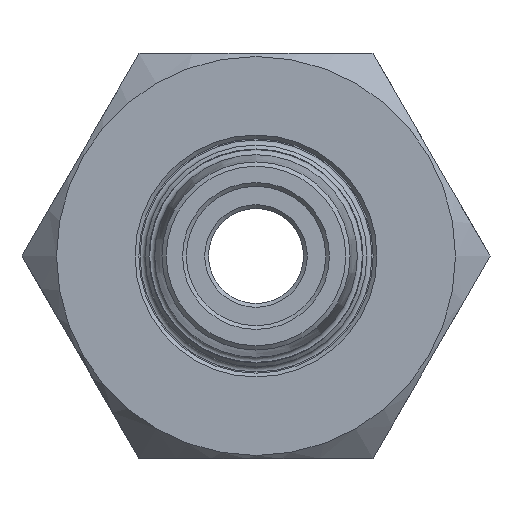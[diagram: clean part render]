
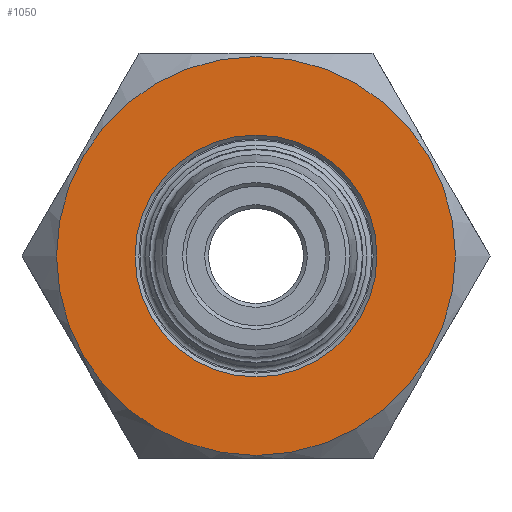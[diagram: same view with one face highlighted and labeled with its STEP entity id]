
A CAD part, left-side view. The second image highlights one B-rep face of the part: STEP entity #1050.
In plain terms, the highlighted planar face has unit normal (-1, 0, 0).
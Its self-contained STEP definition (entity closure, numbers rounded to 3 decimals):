
#50=FACE_BOUND('',#178,.T.);
#76=PLANE('',#1202);
#108=FACE_OUTER_BOUND('',#177,.T.);
#177=EDGE_LOOP('',(#755));
#178=EDGE_LOOP('',(#756));
#359=CIRCLE('',#1183,15.75);
#366=CIRCLE('',#1197,9.55);
#459=VERTEX_POINT('',#1775);
#465=VERTEX_POINT('',#1801);
#563=EDGE_CURVE('',#459,#459,#359,.T.);
#575=EDGE_CURVE('',#465,#465,#366,.T.);
#755=ORIENTED_EDGE('',*,*,#563,.T.);
#756=ORIENTED_EDGE('',*,*,#575,.F.);
#1050=ADVANCED_FACE('',(#108,#50),#76,.T.);
#1183=AXIS2_PLACEMENT_3D('',#1777,#1355,#1356);
#1197=AXIS2_PLACEMENT_3D('',#1802,#1388,#1389);
#1202=AXIS2_PLACEMENT_3D('',#1812,#1400,#1401);
#1355=DIRECTION('center_axis',(-1.,0.,0.));
#1356=DIRECTION('ref_axis',(0.,1.,0.));
#1388=DIRECTION('center_axis',(-1.,0.,0.));
#1389=DIRECTION('ref_axis',(0.,0.,-1.));
#1400=DIRECTION('center_axis',(-1.,0.,0.));
#1401=DIRECTION('ref_axis',(0.,0.,1.));
#1775=CARTESIAN_POINT('',(-13.5,-15.75,0.));
#1777=CARTESIAN_POINT('Origin',(-13.5,0.,0.));
#1801=CARTESIAN_POINT('',(-13.5,0.,9.55));
#1802=CARTESIAN_POINT('Origin',(-13.5,0.,0.));
#1812=CARTESIAN_POINT('Origin',(-13.5,0.,0.));
